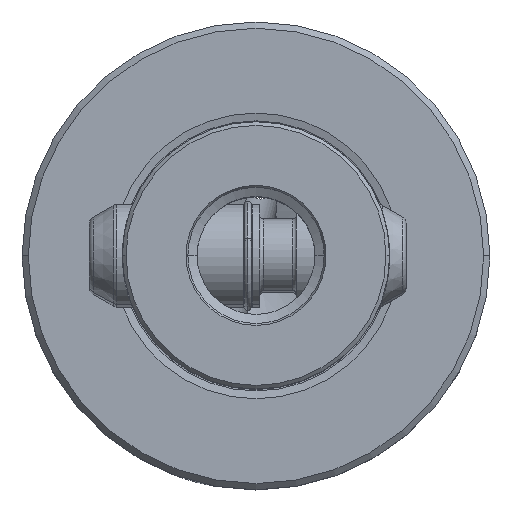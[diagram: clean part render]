
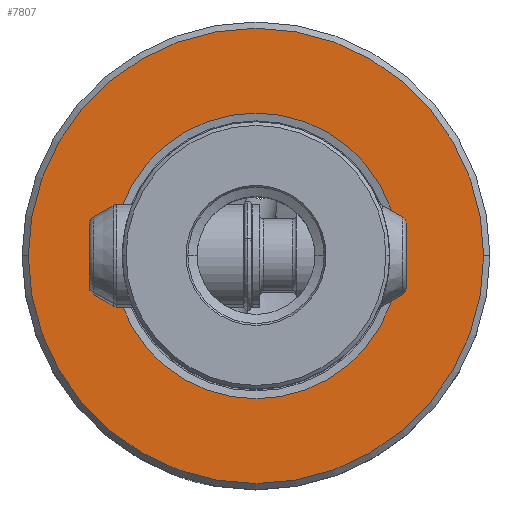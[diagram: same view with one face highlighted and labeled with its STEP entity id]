
A CAD part, top view. The second image highlights one B-rep face of the part: STEP entity #7807.
In plain terms, the highlighted planar face has unit normal (0, 0, 1).
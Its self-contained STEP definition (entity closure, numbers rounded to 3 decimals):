
#4167=VERTEX_POINT('NONE',#10742);
#4459=VERTEX_POINT('NONE',#11069);
#4699=EDGE_CURVE('NONE',#4459,#6847,#11332,.T.);
#6763=EDGE_CURVE('NONE',#4167,#6771,#13589,.T.);
#6771=VERTEX_POINT('NONE',#13597);
#6847=VERTEX_POINT('NONE',#13684);
#7281=EDGE_CURVE('NONE',#6771,#4167,#14153,.F.);
#7807=ADVANCED_FACE('NONE',(#14743,#14744),#14745,.F.);
#8859=EDGE_CURVE('NONE',#6847,#4459,#15907,.F.);
#10742=CARTESIAN_POINT('',(30.9,0.,0.1));
#11069=CARTESIAN_POINT('',(-19.385,0.,0.1));
#11332=CIRCLE('',#19712,19.385);
#13589=CIRCLE('',#24362,30.9);
#13597=CARTESIAN_POINT('',(-30.9,0.,0.1));
#13684=CARTESIAN_POINT('',(19.385,0.,0.1));
#14153=CIRCLE('',#25515,30.9);
#14743=FACE_OUTER_BOUND('',#26476,.T.);
#14744=FACE_BOUND('',#26477,.T.);
#14745=PLANE('',#26478);
#15907=CIRCLE('',#28844,19.385);
#19712=AXIS2_PLACEMENT_3D('',#32737,#32738,#32739);
#24362=AXIS2_PLACEMENT_3D('',#35268,#35269,#35270);
#25515=AXIS2_PLACEMENT_3D('',#35877,#35878,#35879);
#26476=EDGE_LOOP('',(#36666,#36667));
#26477=EDGE_LOOP('',(#36668,#36669));
#26478=AXIS2_PLACEMENT_3D('',#36670,#36671,#36672);
#28844=AXIS2_PLACEMENT_3D('',#37961,#37962,#37963);
#32737=CARTESIAN_POINT('',(0.0,0.0,0.1));
#32738=DIRECTION('',(-0.0,0.0,1.0));
#32739=DIRECTION('',(1.0,0.,0.0));
#35268=CARTESIAN_POINT('',(0.0,0.0,0.1));
#35269=DIRECTION('',(0.0,0.0,1.0));
#35270=DIRECTION('',(-1.0,0.,0.0));
#35877=CARTESIAN_POINT('',(0.0,0.0,0.1));
#35878=DIRECTION('',(0.0,0.0,-1.0));
#35879=DIRECTION('',(-1.0,0.,0.0));
#36666=ORIENTED_EDGE('',*,*,#7281,.T.);
#36667=ORIENTED_EDGE('',*,*,#6763,.T.);
#36668=ORIENTED_EDGE('',*,*,#8859,.F.);
#36669=ORIENTED_EDGE('',*,*,#4699,.F.);
#36670=CARTESIAN_POINT('',(0.,31.75,0.1));
#36671=DIRECTION('',(0.0,0.0,-1.0));
#36672=DIRECTION('',(-1.0,0.0,0.0));
#37961=CARTESIAN_POINT('',(0.0,0.0,0.1));
#37962=DIRECTION('',(0.0,0.0,-1.0));
#37963=DIRECTION('',(1.0,0.,0.0));
